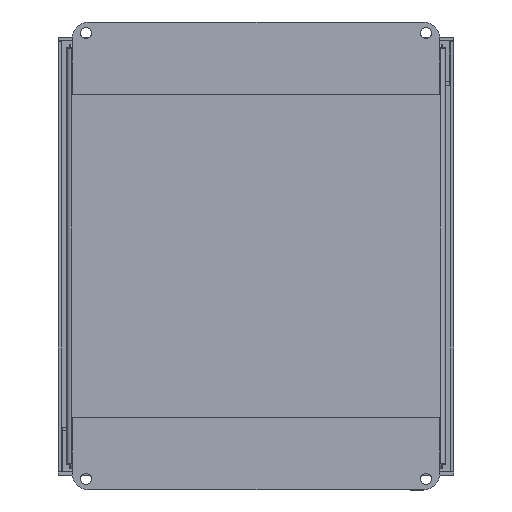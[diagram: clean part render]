
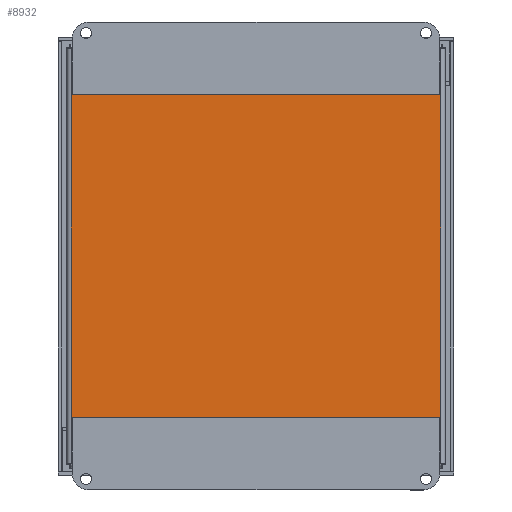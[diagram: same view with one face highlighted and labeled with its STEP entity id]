
A CAD part, top view. The second image highlights one B-rep face of the part: STEP entity #8932.
In plain terms, the highlighted face is planar.
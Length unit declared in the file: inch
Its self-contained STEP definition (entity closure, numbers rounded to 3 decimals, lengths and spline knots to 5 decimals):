
#1109=FACE_OUTER_BOUND('',#1644,.T.);
#1644=EDGE_LOOP('',(#7366,#7367,#7368,#7369));
#2475=LINE('',#14804,#3326);
#2481=LINE('',#14885,#3332);
#2485=LINE('',#14962,#3336);
#2490=LINE('',#15040,#3341);
#3326=VECTOR('',#11507,9.2895);
#3332=VECTOR('',#11521,8.2895);
#3336=VECTOR('',#11531,9.2895);
#3341=VECTOR('',#11544,8.2895);
#4096=VERTEX_POINT('',#14795);
#4097=VERTEX_POINT('',#14803);
#4100=VERTEX_POINT('',#14877);
#4102=VERTEX_POINT('',#14954);
#5194=EDGE_CURVE('',#4097,#4096,#2475,.T.);
#5204=EDGE_CURVE('',#4096,#4100,#2481,.T.);
#5212=EDGE_CURVE('',#4100,#4102,#2485,.T.);
#5221=EDGE_CURVE('',#4102,#4097,#2490,.T.);
#7366=ORIENTED_EDGE('',*,*,#5194,.T.);
#7367=ORIENTED_EDGE('',*,*,#5204,.T.);
#7368=ORIENTED_EDGE('',*,*,#5212,.T.);
#7369=ORIENTED_EDGE('',*,*,#5221,.T.);
#8150=PLANE('',#9576);
#8932=ADVANCED_FACE('',(#1109),#8150,.F.);
#9576=AXIS2_PLACEMENT_3D('',#15106,#11551,#11552);
#11507=DIRECTION('',(0.,-1.,0.));
#11521=DIRECTION('',(-1.,0.,0.));
#11531=DIRECTION('',(0.,1.,0.));
#11544=DIRECTION('',(1.,0.,0.));
#11551=DIRECTION('center_axis',(0.,0.,1.));
#11552=DIRECTION('ref_axis',(1.,0.,0.));
#14795=CARTESIAN_POINT('',(8.39475,0.10525,0.));
#14803=CARTESIAN_POINT('',(8.39475,9.39475,0.));
#14804=CARTESIAN_POINT('',(8.39475,7.07238,0.));
#14877=CARTESIAN_POINT('',(0.10525,0.10525,0.));
#14885=CARTESIAN_POINT('',(6.32238,0.10525,0.));
#14954=CARTESIAN_POINT('',(0.10525,9.39475,0.));
#14962=CARTESIAN_POINT('',(0.10525,2.42763,0.));
#15040=CARTESIAN_POINT('',(2.17763,9.39475,0.));
#15106=CARTESIAN_POINT('Origin',(4.25,4.75,0.));
